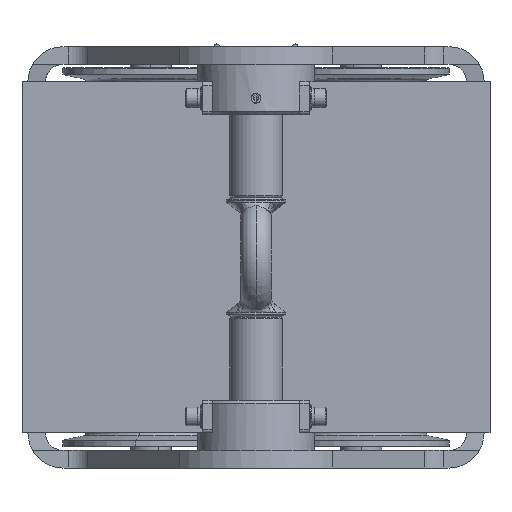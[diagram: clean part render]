
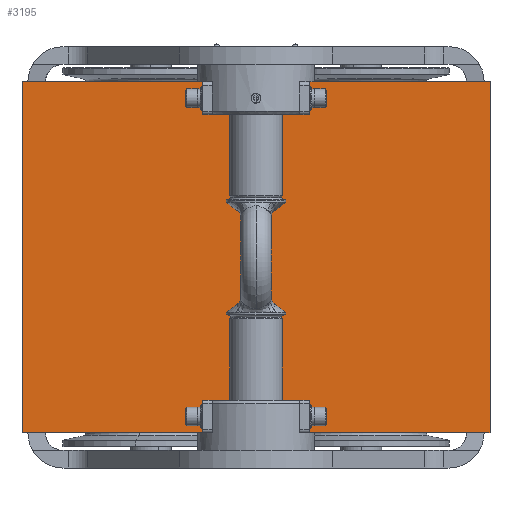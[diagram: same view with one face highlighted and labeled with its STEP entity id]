
A CAD part, front view. The second image highlights one B-rep face of the part: STEP entity #3195.
In plain terms, the highlighted planar face has unit normal (0, -1, 0).
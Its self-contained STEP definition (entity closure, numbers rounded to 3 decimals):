
#1653 = LINE ( 'NONE', #46836, #22855 ) ;
#1928 = PLANE ( 'NONE',  #37683 ) ;
#3195 = ADVANCED_FACE ( 'NONE', ( #43805 ), #1928, .T. ) ;
#4523 = ORIENTED_EDGE ( 'NONE', *, *, #18849, .T. ) ;
#7467 = LINE ( 'NONE', #26165, #46427 ) ;
#7851 = EDGE_CURVE ( 'NONE', #27839, #26912, #50850, .T. ) ;
#8023 = ORIENTED_EDGE ( 'NONE', *, *, #7851, .F. ) ;
#8185 = EDGE_CURVE ( 'NONE', #54610, #25499, #33578, .T. ) ;
#9317 = CARTESIAN_POINT ( 'NONE',  ( -200., -150., -150. ) ) ;
#11612 = ORIENTED_EDGE ( 'NONE', *, *, #8185, .T. ) ;
#14912 = EDGE_CURVE ( 'NONE', #54610, #27839, #1653, .T. ) ;
#16103 = DIRECTION ( 'NONE',  ( -1., 0., 0. ) ) ;
#18849 = EDGE_CURVE ( 'NONE', #25499, #26912, #7467, .T. ) ;
#22855 = VECTOR ( 'NONE', #16103, 1000. ) ;
#25357 = DIRECTION ( 'NONE',  ( 0., 0., 1. ) ) ;
#25499 = VERTEX_POINT ( 'NONE', #35832 ) ;
#26165 = CARTESIAN_POINT ( 'NONE',  ( 200., -150., 150. ) ) ;
#26889 = DIRECTION ( 'NONE',  ( 0., 0., 1. ) ) ;
#26912 = VERTEX_POINT ( 'NONE', #28737 ) ;
#27839 = VERTEX_POINT ( 'NONE', #47713 ) ;
#28737 = CARTESIAN_POINT ( 'NONE',  ( -200., -150., 150. ) ) ;
#30550 = DIRECTION ( 'NONE',  ( -1., 0., 0. ) ) ;
#33020 = CARTESIAN_POINT ( 'NONE',  ( 200., -150., -150. ) ) ;
#33578 = LINE ( 'NONE', #42562, #44546 ) ;
#33586 = CARTESIAN_POINT ( 'NONE',  ( 200., -150., -150. ) ) ;
#35832 = CARTESIAN_POINT ( 'NONE',  ( 200., -150., 150. ) ) ;
#37114 = DIRECTION ( 'NONE',  ( 0., 0., 1. ) ) ;
#37683 = AXIS2_PLACEMENT_3D ( 'NONE', #33586, #55288, #37114 ) ;
#42562 = CARTESIAN_POINT ( 'NONE',  ( 200., -150., -150. ) ) ;
#43805 = FACE_OUTER_BOUND ( 'NONE', #51830, .T. ) ;
#44546 = VECTOR ( 'NONE', #25357, 1000. ) ;
#44953 = ORIENTED_EDGE ( 'NONE', *, *, #14912, .F. ) ;
#46427 = VECTOR ( 'NONE', #30550, 1000. ) ;
#46676 = VECTOR ( 'NONE', #26889, 1000. ) ;
#46836 = CARTESIAN_POINT ( 'NONE',  ( 200., -150., -150. ) ) ;
#47713 = CARTESIAN_POINT ( 'NONE',  ( -200., -150., -150. ) ) ;
#50850 = LINE ( 'NONE', #9317, #46676 ) ;
#51830 = EDGE_LOOP ( 'NONE', ( #8023, #44953, #11612, #4523 ) ) ;
#54610 = VERTEX_POINT ( 'NONE', #33020 ) ;
#55288 = DIRECTION ( 'NONE',  ( 0., -1., 0. ) ) ;
